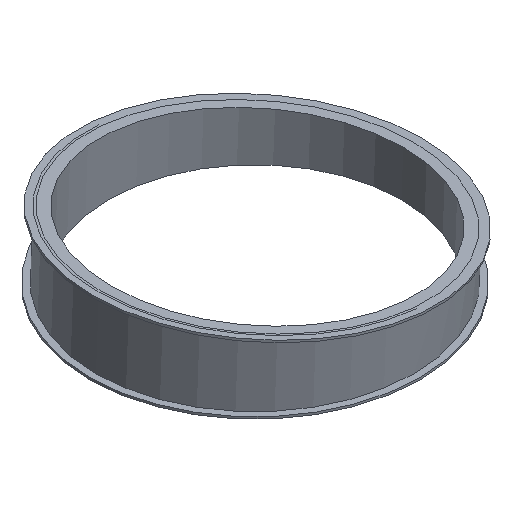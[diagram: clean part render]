
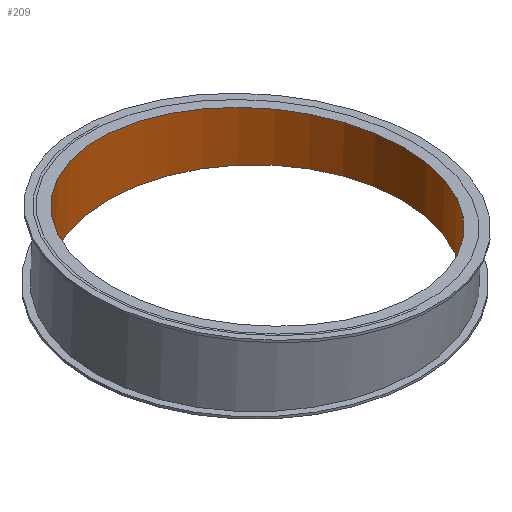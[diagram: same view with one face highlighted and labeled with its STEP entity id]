
A CAD part, isometric view. The second image highlights one B-rep face of the part: STEP entity #209.
In plain terms, the highlighted toroidal (fillet/blend) face has major radius 625 mm and minor radius 139.5 mm.
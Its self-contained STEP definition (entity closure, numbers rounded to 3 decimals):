
#29=TOROIDAL_SURFACE('',#237,625.,139.5);
#45=FACE_BOUND('',#90,.T.);
#65=FACE_OUTER_BOUND('',#89,.T.);
#89=EDGE_LOOP('',(#185));
#90=EDGE_LOOP('',(#186));
#107=CIRCLE('',#238,139.5);
#108=CIRCLE('',#239,139.5);
#125=VERTEX_POINT('',#515);
#126=VERTEX_POINT('',#517);
#145=EDGE_CURVE('',#125,#125,#107,.T.);
#146=EDGE_CURVE('',#126,#126,#108,.T.);
#185=ORIENTED_EDGE('',*,*,#145,.F.);
#186=ORIENTED_EDGE('',*,*,#146,.F.);
#209=ADVANCED_FACE('',(#65,#45),#29,.F.);
#237=AXIS2_PLACEMENT_3D('',#514,#292,#293);
#238=AXIS2_PLACEMENT_3D('',#516,#294,#295);
#239=AXIS2_PLACEMENT_3D('',#518,#296,#297);
#292=DIRECTION('center_axis',(0.,1.,0.));
#293=DIRECTION('ref_axis',(0.,0.,1.));
#294=DIRECTION('center_axis',(-0.087,0.,-0.996));
#295=DIRECTION('ref_axis',(-0.996,0.,0.087));
#296=DIRECTION('center_axis',(0.,0.,1.));
#297=DIRECTION('ref_axis',(-1.,0.,0.));
#514=CARTESIAN_POINT('Origin',(625.,0.,0.));
#515=CARTESIAN_POINT('',(141.347,0.,42.314));
#516=CARTESIAN_POINT('Origin',(2.378,0.,54.472));
#517=CARTESIAN_POINT('',(139.5,0.,0.));
#518=CARTESIAN_POINT('Origin',(0.,0.,0.));
